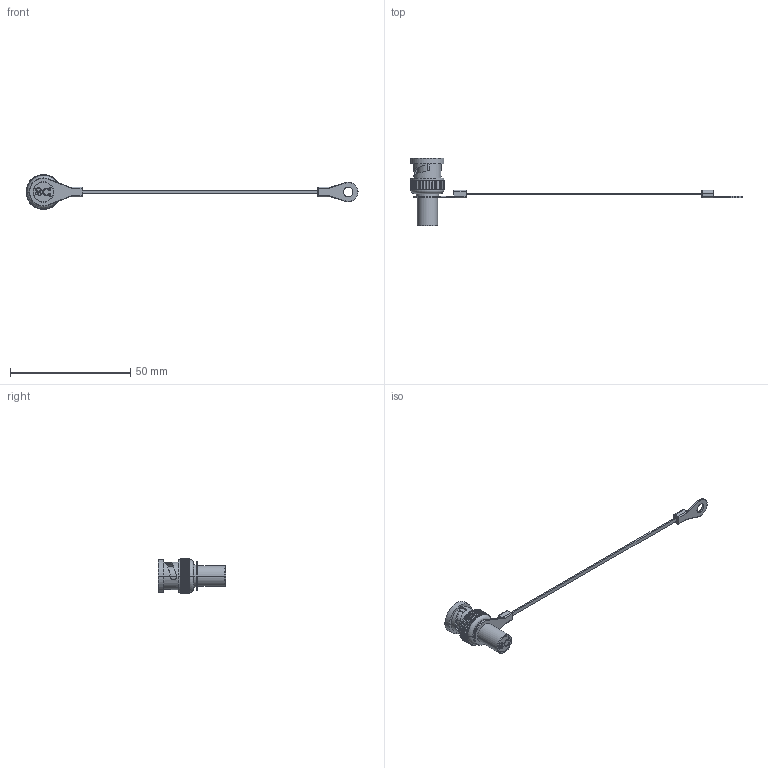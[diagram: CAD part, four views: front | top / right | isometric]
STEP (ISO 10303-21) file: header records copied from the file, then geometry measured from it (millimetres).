
FILE_DESCRIPTION (( 'STEP AP203' ), '1' );
FILE_NAME ('BM50G-1W.STEP', '2006-06-30T19:40:34', ( ' ' ), ( ' ' ), 'SwSTEP 2.0', 'SolidWorks 2005354', '' );
FILE_SCHEMA (( 'CONFIG_CONTROL_DESIGN' ));
Length unit declared in the file: inch
Products named in the file (6): BM50G-1W-MA3; BM50G-1W; BM50G-1W-MA2; BM50G-1W-MA1; 3AB03-002_with flange; BM50G-1W-MA4
Assembly tree (5 placements, depth 2):
  BM50G-1W
    BM50G-1W-MA1
    3AB03-002_with flange
    BM50G-1W-MA3
    BM50G-1W-MA4
    BM50G-1W-MA2
Bounding box: 138.3 x 28.24 x 14.48 mm (x, y, z)
Volume: 1939.6 mm3; surface area: 3774.1 mm2
Topology: 5 solids, 5 shells, 521 faces, 1438 edges, 935 vertices
Faces by surface type: plane 243, cylinder 223, torus 28, bspline 25, sphere 2
Entity records: 20176 total; most frequent: CARTESIAN_POINT 6231, ORIENTED_EDGE 2868, DIRECTION 2732, EDGE_CURVE 1434, VERTEX_POINT 933, AXIS2_PLACEMENT_3D 924, VECTOR 884, LINE 884
